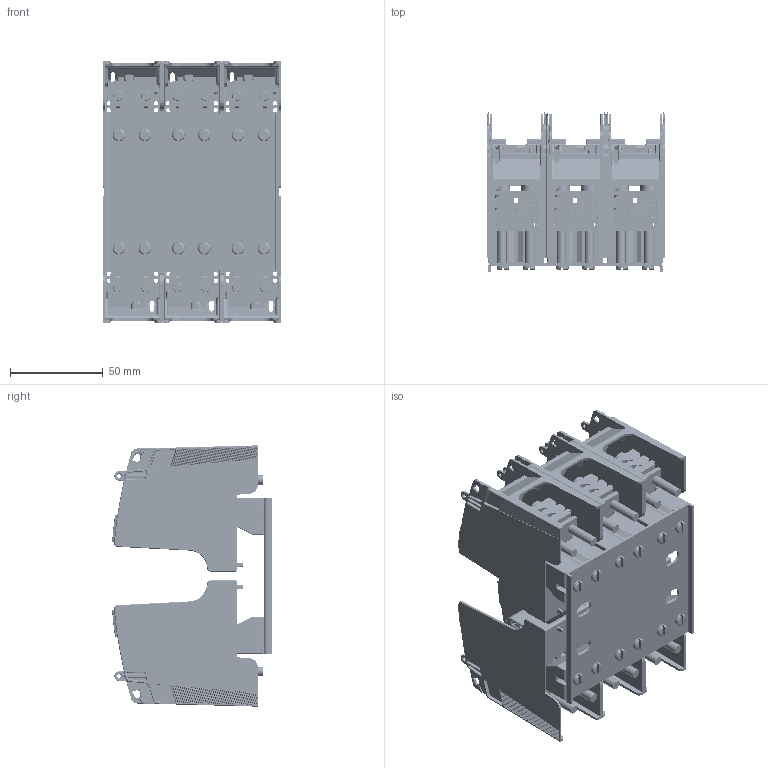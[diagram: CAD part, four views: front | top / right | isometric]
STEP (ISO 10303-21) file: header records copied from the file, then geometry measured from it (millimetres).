
FILE_DESCRIPTION((''),'2;1');
FILE_NAME('004123000_PK00_M8-M8_1P_S_ASM','2023-10-20T14:03:01',('klemen.sitar'),('Audax d.o.o.'),'CREO PARAMETRIC BY PTC INC, 2021304','CREO PARAMETRIC BY PTC INC, 2021304','');
FILE_SCHEMA(('AP242_MANAGED_MODEL_BASED_3D_ENGINEERING_MIM_LF { 1 0 10303 442 1 1 4 }'));
Products named in the file (26): 0000030997_1_1_1_1_2; 0000046517_1_1_1; 0000031008_AF0_1_1_2_3_4_1_1; 0000031008_AF1_1_1_1_1_2; 0000031022_1_1_1_1_2; 0000046567_1_1_2_3_1_1_1; 0000046566_1_1_2_3_1_1_1; 0000046594_1_1_1_1_1; 0000046581_1_1_2_3_1_1_1; 0000046592_1_1_1_1_1; 2PT00_ASM_1_ASM; PRT9562_1_1_1_1_1; 004129010_ZP_PT_00-1_ASM_1_ASM__ASM; PRT9562_1_1_1_1_1_1; ASM0002_ASM_1_1_ASM_1_ASM; PLASTIK_FANTASTIK_ASM_1_ASM; 004123000_PK00_M8-M8_1P_S_ASM_1_ASM; P_ART_ASM; PRT0006; PRT0004_1_1_2_1; PRT0004_1_1_2_2; PRT0004_1_1_2_3; PRT0004_1_1_2_ASM; ASM0002_ASM_1_1_2_ASM; ASM0003_ASM; 004123000_PK00_M8-M8_1P_S_ASM
Assembly tree (40 placements, depth 6):
  004123000_PK00_M8-M8_1P_S_ASM
    P_ART_ASM  x3
      004123000_PK00_M8-M8_1P_S_ASM_1_ASM
        0000030997_1_1_1_1_2  x2
        0000046517_1_1_1  x2
        0000031008_AF0_1_1_2_3_4_1_1
        0000031008_AF1_1_1_1_1_2
        0000031022_1_1_1_1_2  x8
        2PT00_ASM_1_ASM  x2
          0000046567_1_1_2_3_1_1_1
          0000046566_1_1_2_3_1_1_1
          0000046594_1_1_1_1_1
          0000046581_1_1_2_3_1_1_1
          0000046592_1_1_1_1_1
        PLASTIK_FANTASTIK_ASM_1_ASM
          004129010_ZP_PT_00-1_ASM_1_ASM__ASM
            PRT9562_1_1_1_1_1
          ASM0002_ASM_1_1_ASM_1_ASM
            PRT9562_1_1_1_1_1_1
    PRT0006
    ASM0003_ASM
      ASM0002_ASM_1_1_2_ASM
        PRT0004_1_1_2_ASM
          PRT0004_1_1_2_1
          PRT0004_1_1_2_2
          PRT0004_1_1_2_3
Bounding box: 96.01 x 85.95 x 140.6 mm (x, y, z)
Volume: 132971.1 mm3; surface area: 267278.7 mm2
Topology: 94 solids, 136 shells, 14317 faces, 38262 edges, 23854 vertices
Faces by surface type: plane 4967, cylinder 4862, bspline 2238, torus 1170, cone 822, sphere 192, extrusion 66
Entity records: 210684 total; most frequent: CARTESIAN_POINT 75162, ORIENTED_EDGE 22606, DIRECTION 17410, EDGE_CURVE 11317, PRESENTATION_STYLE_ASSIGNMENT 10840, STYLED_ITEM 10840, CURVE_STYLE 10442, VERTEX_POINT 7064
